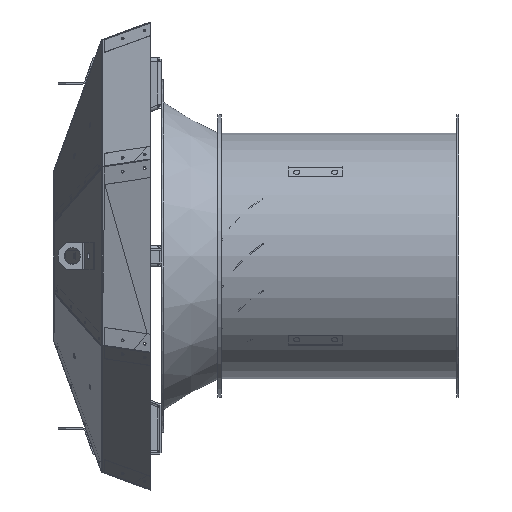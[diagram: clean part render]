
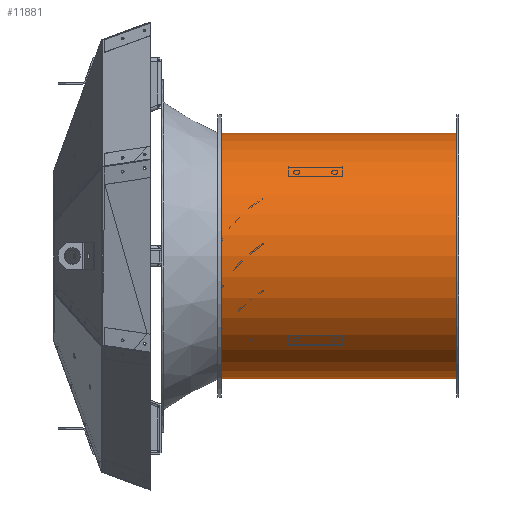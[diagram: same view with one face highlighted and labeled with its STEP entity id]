
A CAD part, front view. The second image highlights one B-rep face of the part: STEP entity #11881.
In plain terms, the highlighted cylindrical face has radius 226.2 mm (diameter 452.4 mm), a partial arc.
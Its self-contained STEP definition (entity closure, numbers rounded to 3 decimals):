
#11881=ADVANCED_FACE('',(#27704),#27706,.T.);
#27704=FACE_BOUND('',#27705,.T.);
#27705=EDGE_LOOP('',(#41160,#41161,#41162,#41163));
#27706=CYLINDRICAL_SURFACE('',#27707,226.2);
#27707=AXIS2_PLACEMENT_3D('',#27708,#27709,#27710);
#27708=CARTESIAN_POINT('',(0.,0.,0.));
#27709=DIRECTION('',(-1.,0.,0.));
#27710=DIRECTION('',(0.,0.,-1.));
#41160=ORIENTED_EDGE('',*,*,#50946,.T.);
#41161=ORIENTED_EDGE('',*,*,#50947,.T.);
#41162=ORIENTED_EDGE('',*,*,#50948,.F.);
#41163=ORIENTED_EDGE('',*,*,#50941,.F.);
#50941=EDGE_CURVE('',#58693,#58695,#58696,.T.);
#50946=EDGE_CURVE('',#58693,#58702,#58704,.T.);
#50947=EDGE_CURVE('',#58702,#58705,#58706,.T.);
#50948=EDGE_CURVE('',#58695,#58705,#58707,.T.);
#58693=VERTEX_POINT('',#75788);
#58695=VERTEX_POINT('',#75792);
#58696=LINE('',#75793,#75794);
#58702=VERTEX_POINT('',#75808);
#58704=CIRCLE('',#75812,226.2);
#58705=VERTEX_POINT('',#75816);
#58706=LINE('',#75817,#75818);
#58707=CIRCLE('',#75820,226.2);
#75788=CARTESIAN_POINT('',(0.,0.,-226.2));
#75792=CARTESIAN_POINT('',(-440.,0.,-226.2));
#75793=CARTESIAN_POINT('',(0.,0.,-226.2));
#75794=VECTOR('',#75795,1.);
#75795=DIRECTION('',(-1.,0.,0.));
#75808=CARTESIAN_POINT('',(0.,1.131,-226.197));
#75812=AXIS2_PLACEMENT_3D('',#75813,#75814,#75815);
#75813=CARTESIAN_POINT('',(0.,0.,0.));
#75814=DIRECTION('',(-1.,-0.,-0.));
#75815=DIRECTION('',(0.,0.,-1.));
#75816=CARTESIAN_POINT('',(-440.,1.131,-226.197));
#75817=CARTESIAN_POINT('',(0.,1.131,-226.197));
#75818=VECTOR('',#75819,1.);
#75819=DIRECTION('',(-1.,0.,0.));
#75820=AXIS2_PLACEMENT_3D('',#75821,#75822,#75823);
#75821=CARTESIAN_POINT('',(-440.,0.,0.));
#75822=DIRECTION('',(-1.,-0.,-0.));
#75823=DIRECTION('',(0.,0.,-1.));
